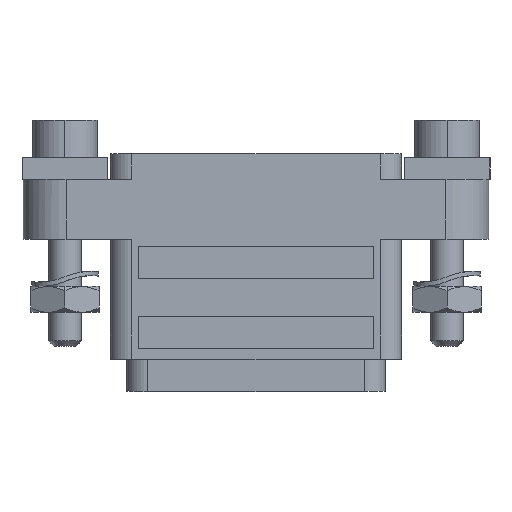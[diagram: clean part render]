
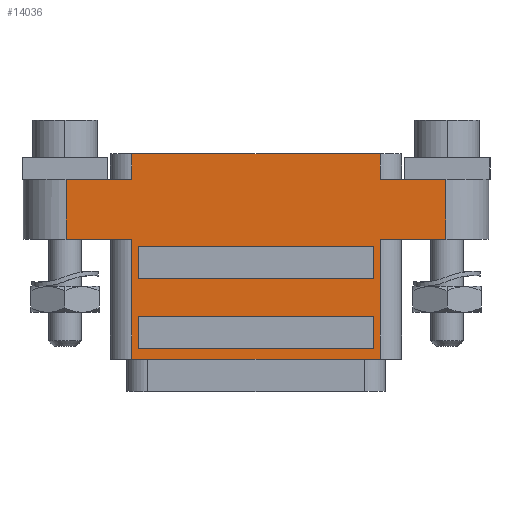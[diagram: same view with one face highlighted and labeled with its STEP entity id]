
A CAD part, front view. The second image highlights one B-rep face of the part: STEP entity #14036.
In plain terms, the highlighted planar face has unit normal (0, -1, 0).
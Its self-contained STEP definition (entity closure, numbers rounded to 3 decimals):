
#37=DIRECTION('',(1.,0.,0.));
#38=VECTOR('',#37,23.2);
#39=CARTESIAN_POINT('',(-11.6,-6.6,19.2));
#40=LINE('',#39,#38);
#881=DIRECTION('',(-1.,0.,0.));
#882=VECTOR('',#881,6.15);
#883=CARTESIAN_POINT('',(-11.6,-6.6,16.8));
#884=LINE('',#883,#882);
#923=DIRECTION('',(0.,0.,-1.));
#924=VECTOR('',#923,11.2);
#925=CARTESIAN_POINT('',(-11.6,-6.6,11.2));
#926=LINE('',#925,#924);
#927=DIRECTION('',(0.,0.,-1.));
#928=VECTOR('',#927,5.6);
#929=CARTESIAN_POINT('',(-17.75,-6.6,16.8));
#930=LINE('',#929,#928);
#931=DIRECTION('',(0.,0.,-1.));
#932=VECTOR('',#931,2.4);
#933=CARTESIAN_POINT('',(-11.6,-6.6,19.2));
#934=LINE('',#933,#932);
#935=DIRECTION('',(0.,0.,-1.));
#936=VECTOR('',#935,2.4);
#937=CARTESIAN_POINT('',(11.6,-6.6,19.2));
#938=LINE('',#937,#936);
#939=DIRECTION('',(0.,0.,-1.));
#940=VECTOR('',#939,5.6);
#941=CARTESIAN_POINT('',(17.75,-6.6,16.8));
#942=LINE('',#941,#940);
#943=DIRECTION('',(0.,0.,-1.));
#944=VECTOR('',#943,11.2);
#945=CARTESIAN_POINT('',(11.6,-6.6,11.2));
#946=LINE('',#945,#944);
#947=DIRECTION('',(1.,0.,0.));
#948=VECTOR('',#947,22.);
#949=CARTESIAN_POINT('',(-11.,-6.6,1.));
#950=LINE('',#949,#948);
#951=DIRECTION('',(0.,0.,1.));
#952=VECTOR('',#951,3.);
#953=CARTESIAN_POINT('',(11.,-6.6,1.));
#954=LINE('',#953,#952);
#955=DIRECTION('',(-1.,0.,0.));
#956=VECTOR('',#955,22.);
#957=CARTESIAN_POINT('',(11.,-6.6,4.));
#958=LINE('',#957,#956);
#959=DIRECTION('',(0.,0.,-1.));
#960=VECTOR('',#959,3.);
#961=CARTESIAN_POINT('',(-11.,-6.6,4.));
#962=LINE('',#961,#960);
#963=DIRECTION('',(1.,0.,0.));
#964=VECTOR('',#963,22.);
#965=CARTESIAN_POINT('',(-11.,-6.6,7.5));
#966=LINE('',#965,#964);
#967=DIRECTION('',(0.,0.,1.));
#968=VECTOR('',#967,3.);
#969=CARTESIAN_POINT('',(11.,-6.6,7.5));
#970=LINE('',#969,#968);
#971=DIRECTION('',(-1.,0.,0.));
#972=VECTOR('',#971,22.);
#973=CARTESIAN_POINT('',(11.,-6.6,10.5));
#974=LINE('',#973,#972);
#975=DIRECTION('',(0.,0.,-1.));
#976=VECTOR('',#975,3.);
#977=CARTESIAN_POINT('',(-11.,-6.6,10.5));
#978=LINE('',#977,#976);
#1002=DIRECTION('',(1.,0.,0.));
#1003=VECTOR('',#1002,6.15);
#1004=CARTESIAN_POINT('',(-17.75,-6.6,11.2));
#1005=LINE('',#1004,#1003);
#1042=DIRECTION('',(1.,0.,0.));
#1043=VECTOR('',#1042,23.2);
#1044=CARTESIAN_POINT('',(-11.6,-6.6,0.));
#1045=LINE('',#1044,#1043);
#1134=DIRECTION('',(1.,0.,0.));
#1135=VECTOR('',#1134,6.15);
#1136=CARTESIAN_POINT('',(11.6,-6.6,11.2));
#1137=LINE('',#1136,#1135);
#1230=DIRECTION('',(-1.,0.,0.));
#1231=VECTOR('',#1230,6.15);
#1232=CARTESIAN_POINT('',(17.75,-6.6,16.8));
#1233=LINE('',#1232,#1231);
#10681=CARTESIAN_POINT('',(-11.6,-6.6,0.));
#10683=VERTEX_POINT('',#10681);
#10690=CARTESIAN_POINT('',(11.6,-6.6,0.));
#10692=VERTEX_POINT('',#10690);
#11441=CARTESIAN_POINT('',(-11.6,-6.6,19.2));
#11442=VERTEX_POINT('',#11441);
#11443=CARTESIAN_POINT('',(-11.6,-6.6,16.8));
#11444=VERTEX_POINT('',#11443);
#11445=CARTESIAN_POINT('',(11.6,-6.6,19.2));
#11446=CARTESIAN_POINT('',(11.6,-6.6,16.8));
#11447=VERTEX_POINT('',#11445);
#11448=VERTEX_POINT('',#11446);
#11470=CARTESIAN_POINT('',(17.75,-6.6,11.2));
#11472=VERTEX_POINT('',#11470);
#11473=CARTESIAN_POINT('',(17.75,-6.6,16.8));
#11474=VERTEX_POINT('',#11473);
#11481=CARTESIAN_POINT('',(-17.75,-6.6,11.2));
#11483=VERTEX_POINT('',#11481);
#11485=CARTESIAN_POINT('',(-17.75,-6.6,16.8));
#11486=VERTEX_POINT('',#11485);
#11551=CARTESIAN_POINT('',(-11.6,-6.6,11.2));
#11552=VERTEX_POINT('',#11551);
#11555=CARTESIAN_POINT('',(11.6,-6.6,11.2));
#11556=VERTEX_POINT('',#11555);
#13385=CARTESIAN_POINT('',(-11.,-6.6,1.));
#13386=CARTESIAN_POINT('',(11.,-6.6,1.));
#13387=VERTEX_POINT('',#13385);
#13388=VERTEX_POINT('',#13386);
#13389=CARTESIAN_POINT('',(11.,-6.6,4.));
#13390=VERTEX_POINT('',#13389);
#13391=CARTESIAN_POINT('',(-11.,-6.6,4.));
#13392=VERTEX_POINT('',#13391);
#13393=CARTESIAN_POINT('',(-11.,-6.6,7.5));
#13394=CARTESIAN_POINT('',(11.,-6.6,7.5));
#13395=VERTEX_POINT('',#13393);
#13396=VERTEX_POINT('',#13394);
#13397=CARTESIAN_POINT('',(11.,-6.6,10.5));
#13398=VERTEX_POINT('',#13397);
#13399=CARTESIAN_POINT('',(-11.,-6.6,10.5));
#13400=VERTEX_POINT('',#13399);
#13989=CARTESIAN_POINT('',(-13.6,-6.6,0.));
#13990=DIRECTION('',(0.,-1.,0.));
#13991=DIRECTION('',(1.,0.,0.));
#13992=AXIS2_PLACEMENT_3D('',#13989,#13990,#13991);
#13993=PLANE('',#13992);
#13995=ORIENTED_EDGE('',*,*,#13994,.F.);
#13997=ORIENTED_EDGE('',*,*,#13996,.F.);
#13998=ORIENTED_EDGE('',*,*,#13981,.F.);
#13999=ORIENTED_EDGE('',*,*,#13916,.F.);
#14000=ORIENTED_EDGE('',*,*,#13876,.F.);
#14001=ORIENTED_EDGE('',*,*,#13436,.T.);
#14003=ORIENTED_EDGE('',*,*,#14002,.T.);
#14005=ORIENTED_EDGE('',*,*,#14004,.F.);
#14007=ORIENTED_EDGE('',*,*,#14006,.T.);
#14009=ORIENTED_EDGE('',*,*,#14008,.F.);
#14011=ORIENTED_EDGE('',*,*,#14010,.T.);
#14013=ORIENTED_EDGE('',*,*,#14012,.F.);
#14014=EDGE_LOOP('',(#13995,#13997,#13998,#13999,#14000,#14001,#14003,#14005,
#14007,#14009,#14011,#14013));
#14015=FACE_OUTER_BOUND('',#14014,.F.);
#14017=ORIENTED_EDGE('',*,*,#14016,.T.);
#14019=ORIENTED_EDGE('',*,*,#14018,.T.);
#14021=ORIENTED_EDGE('',*,*,#14020,.T.);
#14023=ORIENTED_EDGE('',*,*,#14022,.T.);
#14024=EDGE_LOOP('',(#14017,#14019,#14021,#14023));
#14025=FACE_BOUND('',#14024,.F.);
#14027=ORIENTED_EDGE('',*,*,#14026,.T.);
#14029=ORIENTED_EDGE('',*,*,#14028,.T.);
#14031=ORIENTED_EDGE('',*,*,#14030,.T.);
#14033=ORIENTED_EDGE('',*,*,#14032,.T.);
#14034=EDGE_LOOP('',(#14027,#14029,#14031,#14033));
#14035=FACE_BOUND('',#14034,.F.);
#14036=ADVANCED_FACE('',(#14015,#14025,#14035),#13993,.T.);
#13436=EDGE_CURVE('',#11442,#11447,#40,.T.);
#13876=EDGE_CURVE('',#11442,#11444,#934,.T.);
#13916=EDGE_CURVE('',#11444,#11486,#884,.T.);
#13981=EDGE_CURVE('',#11486,#11483,#930,.T.);
#13994=EDGE_CURVE('',#11552,#10683,#926,.T.);
#13996=EDGE_CURVE('',#11483,#11552,#1005,.T.);
#14002=EDGE_CURVE('',#11447,#11448,#938,.T.);
#14004=EDGE_CURVE('',#11474,#11448,#1233,.T.);
#14006=EDGE_CURVE('',#11474,#11472,#942,.T.);
#14008=EDGE_CURVE('',#11556,#11472,#1137,.T.);
#14010=EDGE_CURVE('',#11556,#10692,#946,.T.);
#14012=EDGE_CURVE('',#10683,#10692,#1045,.T.);
#14016=EDGE_CURVE('',#13387,#13388,#950,.T.);
#14018=EDGE_CURVE('',#13388,#13390,#954,.T.);
#14020=EDGE_CURVE('',#13390,#13392,#958,.T.);
#14022=EDGE_CURVE('',#13392,#13387,#962,.T.);
#14026=EDGE_CURVE('',#13395,#13396,#966,.T.);
#14028=EDGE_CURVE('',#13396,#13398,#970,.T.);
#14030=EDGE_CURVE('',#13398,#13400,#974,.T.);
#14032=EDGE_CURVE('',#13400,#13395,#978,.T.);
